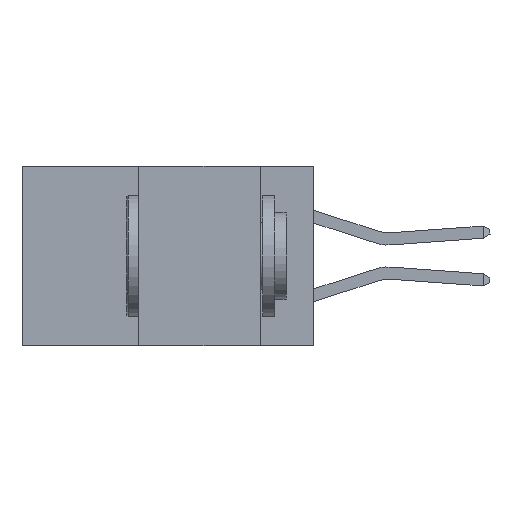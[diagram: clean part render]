
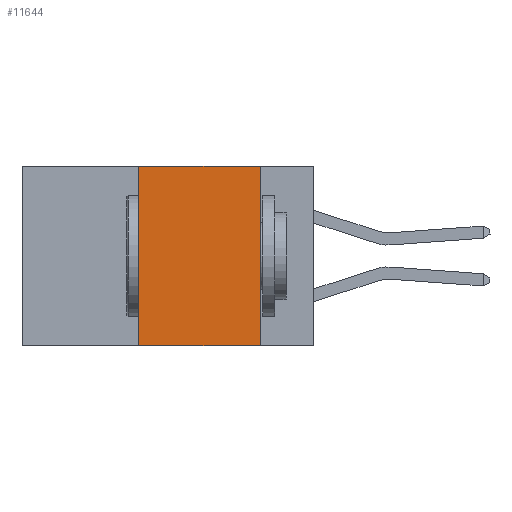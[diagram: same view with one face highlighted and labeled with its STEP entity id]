
A CAD part, left-side view. The second image highlights one B-rep face of the part: STEP entity #11644.
In plain terms, the highlighted planar face has unit normal (-1, 0, 0).
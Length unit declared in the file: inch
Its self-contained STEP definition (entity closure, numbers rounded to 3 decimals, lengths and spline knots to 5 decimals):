
#172 = DIRECTION ( 'NONE',  ( 1., 0., 0. ) ) ;
#1036 = VERTEX_POINT ( 'NONE', #20667 ) ;
#2087 = DIRECTION ( 'NONE',  ( 0., 0., -1. ) ) ;
#2892 = ORIENTED_EDGE ( 'NONE', *, *, #9342, .F. ) ;
#4056 = LINE ( 'NONE', #9133, #18745 ) ;
#4605 = VERTEX_POINT ( 'NONE', #19373 ) ;
#6318 = EDGE_LOOP ( 'NONE', ( #23491, #19917, #2892, #14591 ) ) ;
#6617 = CARTESIAN_POINT ( 'NONE',  ( 0., 0.36, 0. ) ) ;
#7444 = VECTOR ( 'NONE', #11523, 39.37008 ) ;
#8015 = VECTOR ( 'NONE', #10582, 39.37008 ) ;
#8664 = LINE ( 'NONE', #17095, #7444 ) ;
#8913 = VERTEX_POINT ( 'NONE', #20972 ) ;
#9133 = CARTESIAN_POINT ( 'NONE',  ( 0., 0.6, 0. ) ) ;
#9342 = EDGE_CURVE ( 'NONE', #1036, #24225, #17572, .T. ) ;
#9458 = FACE_OUTER_BOUND ( 'NONE', #6318, .T. ) ;
#10398 = EDGE_CURVE ( 'NONE', #24225, #4605, #4056, .T. ) ;
#10582 = DIRECTION ( 'NONE',  ( 0., 0., 1. ) ) ;
#11523 = DIRECTION ( 'NONE',  ( 0., -1., 0. ) ) ;
#11644 = ADVANCED_FACE ( 'NONE', ( #9458 ), #17499, .F. ) ;
#11679 = CARTESIAN_POINT ( 'NONE',  ( 0., 0.6, 0. ) ) ;
#14591 = ORIENTED_EDGE ( 'NONE', *, *, #15292, .T. ) ;
#15292 = EDGE_CURVE ( 'NONE', #1036, #8913, #8664, .T. ) ;
#15305 = LINE ( 'NONE', #22822, #19130 ) ;
#16454 = DIRECTION ( 'NONE',  ( 0., -1., 0. ) ) ;
#16475 = EDGE_CURVE ( 'NONE', #4605, #8913, #15305, .T. ) ;
#17095 = CARTESIAN_POINT ( 'NONE',  ( 0., 0.6, -0.37 ) ) ;
#17499 = PLANE ( 'NONE',  #21341 ) ;
#17572 = LINE ( 'NONE', #6617, #8015 ) ;
#17826 = CARTESIAN_POINT ( 'NONE',  ( 0., 0.36, 0. ) ) ;
#18745 = VECTOR ( 'NONE', #16454, 39.37008 ) ;
#19130 = VECTOR ( 'NONE', #22900, 39.37008 ) ;
#19373 = CARTESIAN_POINT ( 'NONE',  ( 0., 0.11, 0. ) ) ;
#19917 = ORIENTED_EDGE ( 'NONE', *, *, #10398, .F. ) ;
#20667 = CARTESIAN_POINT ( 'NONE',  ( 0., 0.36, -0.37 ) ) ;
#20972 = CARTESIAN_POINT ( 'NONE',  ( 0., 0.11, -0.37 ) ) ;
#21341 = AXIS2_PLACEMENT_3D ( 'NONE', #11679, #172, #2087 ) ;
#22822 = CARTESIAN_POINT ( 'NONE',  ( 0., 0.11, 0. ) ) ;
#22900 = DIRECTION ( 'NONE',  ( 0., 0., -1. ) ) ;
#23491 = ORIENTED_EDGE ( 'NONE', *, *, #16475, .F. ) ;
#24225 = VERTEX_POINT ( 'NONE', #17826 ) ;
